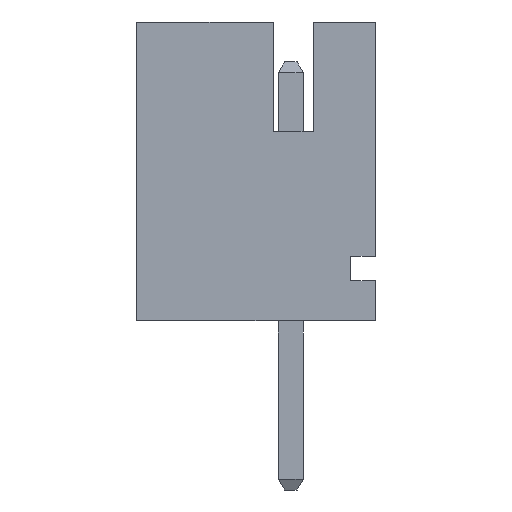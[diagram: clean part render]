
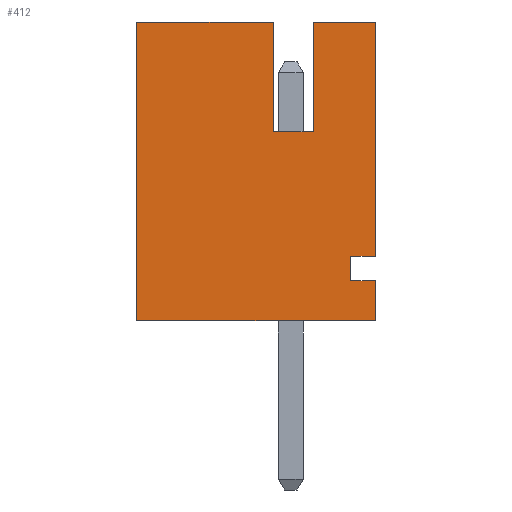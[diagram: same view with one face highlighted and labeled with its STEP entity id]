
A CAD part, left-side view. The second image highlights one B-rep face of the part: STEP entity #412.
In plain terms, the highlighted planar face has unit normal (-1, 0, 0).
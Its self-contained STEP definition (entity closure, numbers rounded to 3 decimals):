
#412=ADVANCED_FACE('',(#1033),#1035,.T.);
#1033=FACE_BOUND('',#1034,.T.);
#1034=EDGE_LOOP('',(#1532,#1533,#1534,#1535,#1536,#1537,#1538,#1539,#1540,#1541,
#1542,#1543));
#1035=PLANE('',#1036);
#1036=AXIS2_PLACEMENT_3D('',#1037,#1038,#1039);
#1037=CARTESIAN_POINT('',(-8.,3.1,0.));
#1038=DIRECTION('',(-1.,0.,0.));
#1039=DIRECTION('',(0.,-1.,0.));
#1532=ORIENTED_EDGE('',*,*,#1891,.T.);
#1533=ORIENTED_EDGE('',*,*,#1892,.T.);
#1534=ORIENTED_EDGE('',*,*,#1893,.F.);
#1535=ORIENTED_EDGE('',*,*,#1864,.F.);
#1536=ORIENTED_EDGE('',*,*,#1883,.T.);
#1537=ORIENTED_EDGE('',*,*,#1890,.T.);
#1538=ORIENTED_EDGE('',*,*,#1894,.T.);
#1539=ORIENTED_EDGE('',*,*,#1895,.T.);
#1540=ORIENTED_EDGE('',*,*,#1896,.T.);
#1541=ORIENTED_EDGE('',*,*,#1897,.T.);
#1542=ORIENTED_EDGE('',*,*,#1898,.F.);
#1543=ORIENTED_EDGE('',*,*,#1899,.T.);
#1864=EDGE_CURVE('',#2096,#2098,#2099,.T.);
#1883=EDGE_CURVE('',#2096,#2124,#2126,.T.);
#1890=EDGE_CURVE('',#2124,#2137,#2139,.T.);
#1891=EDGE_CURVE('',#2140,#2141,#2142,.F.);
#1892=EDGE_CURVE('',#2141,#2143,#2144,.F.);
#1893=EDGE_CURVE('',#2098,#2143,#2145,.T.);
#1894=EDGE_CURVE('',#2137,#2146,#2147,.F.);
#1895=EDGE_CURVE('',#2146,#2148,#2149,.T.);
#1896=EDGE_CURVE('',#2148,#2150,#2151,.F.);
#1897=EDGE_CURVE('',#2150,#2152,#2153,.T.);
#1898=EDGE_CURVE('',#2154,#2152,#2155,.T.);
#1899=EDGE_CURVE('',#2154,#2140,#2156,.F.);
#2096=VERTEX_POINT('',#2501);
#2098=VERTEX_POINT('',#2505);
#2099=LINE('',#2506,#2507);
#2124=VERTEX_POINT('',#2567);
#2126=LINE('',#2571,#2572);
#2137=VERTEX_POINT('',#2594);
#2139=LINE('',#2598,#2599);
#2140=VERTEX_POINT('',#2601);
#2141=VERTEX_POINT('',#2602);
#2142=LINE('',#2603,#2604);
#2143=VERTEX_POINT('',#2606);
#2144=LINE('',#2607,#2608);
#2145=LINE('',#2610,#2611);
#2146=VERTEX_POINT('',#2613);
#2147=LINE('',#2614,#2615);
#2148=VERTEX_POINT('',#2617);
#2149=LINE('',#2618,#2619);
#2150=VERTEX_POINT('',#2621);
#2151=LINE('',#2622,#2623);
#2152=VERTEX_POINT('',#2625);
#2153=LINE('',#2626,#2627);
#2154=VERTEX_POINT('',#2629);
#2155=LINE('',#2630,#2631);
#2156=LINE('',#2633,#2634);
#2501=CARTESIAN_POINT('',(-8.,3.1,0.));
#2505=CARTESIAN_POINT('',(-8.,3.1,6.));
#2506=CARTESIAN_POINT('',(-8.,3.1,0.));
#2507=VECTOR('',#2508,1.);
#2508=DIRECTION('',(0.,0.,1.));
#2567=CARTESIAN_POINT('',(-8.,-1.7,0.));
#2571=CARTESIAN_POINT('',(-8.,3.1,0.));
#2572=VECTOR('',#2573,1.);
#2573=DIRECTION('',(0.,-1.,0.));
#2594=CARTESIAN_POINT('',(-8.,-1.7,0.8));
#2598=CARTESIAN_POINT('',(-8.,-1.7,0.));
#2599=VECTOR('',#2600,1.);
#2600=DIRECTION('',(0.,0.,1.));
#2601=CARTESIAN_POINT('',(-8.,-0.45,3.8));
#2602=CARTESIAN_POINT('',(-8.,0.35,3.8));
#2603=CARTESIAN_POINT('',(-8.,0.35,3.8));
#2604=VECTOR('',#2605,1.);
#2605=DIRECTION('',(0.,-1.,0.));
#2606=CARTESIAN_POINT('',(-8.,0.35,6.));
#2607=CARTESIAN_POINT('',(-8.,0.35,6.));
#2608=VECTOR('',#2609,1.);
#2609=DIRECTION('',(0.,0.,-1.));
#2610=CARTESIAN_POINT('',(-8.,3.1,6.));
#2611=VECTOR('',#2612,1.);
#2612=DIRECTION('',(0.,-1.,0.));
#2613=CARTESIAN_POINT('',(-8.,-1.2,0.8));
#2614=CARTESIAN_POINT('',(-8.,-1.2,0.8));
#2615=VECTOR('',#2616,1.);
#2616=DIRECTION('',(0.,-1.,0.));
#2617=CARTESIAN_POINT('',(-8.,-1.2,1.3));
#2618=CARTESIAN_POINT('',(-8.,-1.2,0.8));
#2619=VECTOR('',#2620,1.);
#2620=DIRECTION('',(0.,0.,1.));
#2621=CARTESIAN_POINT('',(-8.,-1.7,1.3));
#2622=CARTESIAN_POINT('',(-8.,-1.7,1.3));
#2623=VECTOR('',#2624,1.);
#2624=DIRECTION('',(0.,1.,0.));
#2625=CARTESIAN_POINT('',(-8.,-1.7,6.));
#2626=CARTESIAN_POINT('',(-8.,-1.7,1.3));
#2627=VECTOR('',#2628,1.);
#2628=DIRECTION('',(0.,0.,1.));
#2629=CARTESIAN_POINT('',(-8.,-0.45,6.));
#2630=CARTESIAN_POINT('',(-8.,-0.45,6.));
#2631=VECTOR('',#2632,1.);
#2632=DIRECTION('',(0.,-1.,0.));
#2633=CARTESIAN_POINT('',(-8.,-0.45,3.8));
#2634=VECTOR('',#2635,1.);
#2635=DIRECTION('',(0.,0.,1.));
